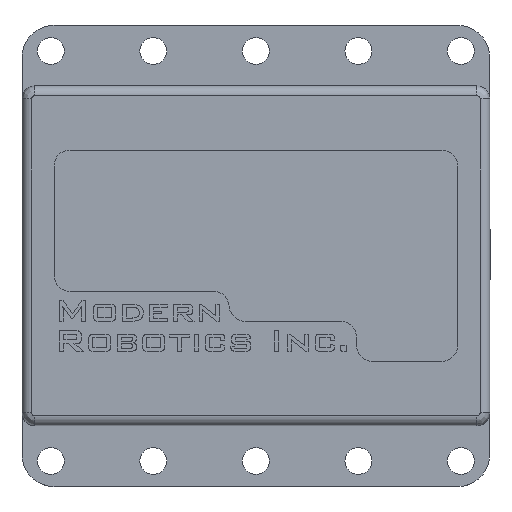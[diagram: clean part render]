
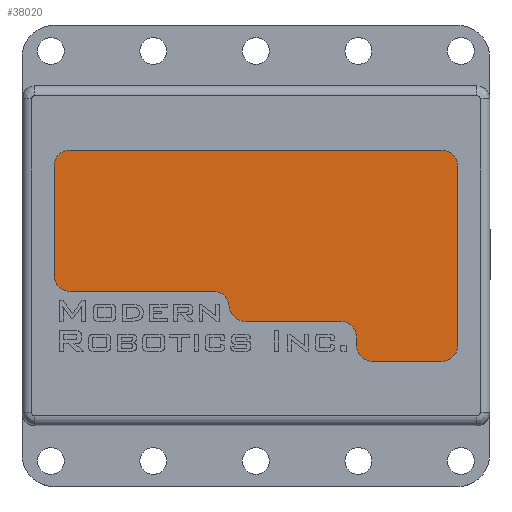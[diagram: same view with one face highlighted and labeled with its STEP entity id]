
A CAD part, top view. The second image highlights one B-rep face of the part: STEP entity #38020.
In plain terms, the highlighted planar face has unit normal (0, 0, 1).
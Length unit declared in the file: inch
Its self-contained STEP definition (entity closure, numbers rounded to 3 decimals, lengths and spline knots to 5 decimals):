
#12530=CARTESIAN_POINT('',(1.9078,0.49412,
-2.44977));
#12531=DIRECTION('',(0.,0.,1.));
#12532=DIRECTION('',(1.,0.,0.));
#12533=AXIS2_PLACEMENT_3D('',#12530,#12531,#12532);
#12535=DIRECTION('',(0.,1.,0.));
#12536=VECTOR('',#12535,1.10236);
#12537=CARTESIAN_POINT('',(2.00622,-0.60824,
-2.44977));
#12538=LINE('',#12537,#12536);
#12539=CARTESIAN_POINT('',(1.9078,-0.60824,
-2.44977));
#12540=DIRECTION('',(0.,0.,1.));
#12541=DIRECTION('',(0.,-1.,0.));
#12542=AXIS2_PLACEMENT_3D('',#12539,#12540,#12541);
#12544=DIRECTION('',(1.,0.,0.));
#12545=VECTOR('',#12544,0.4244);
#12546=CARTESIAN_POINT('',(1.4834,-0.70666,
-2.44977));
#12547=LINE('',#12546,#12545);
#12548=CARTESIAN_POINT('',(1.4834,-0.60824,
-2.44977));
#12549=DIRECTION('',(0.,0.,1.));
#12550=DIRECTION('',(-1.,0.,0.));
#12551=AXIS2_PLACEMENT_3D('',#12548,#12549,#12550);
#12553=DIRECTION('',(0.,-1.,0.));
#12554=VECTOR('',#12553,0.05046);
#12555=CARTESIAN_POINT('',(1.38497,-0.55778,
-2.44977));
#12556=LINE('',#12555,#12554);
#12557=CARTESIAN_POINT('',(1.28655,-0.55778,
-2.44977));
#12558=DIRECTION('',(0.,0.,-1.));
#12559=DIRECTION('',(0.,1.,0.));
#12560=AXIS2_PLACEMENT_3D('',#12557,#12558,#12559);
#12562=DIRECTION('',(1.,0.,0.));
#12563=VECTOR('',#12562,0.58623);
#12564=CARTESIAN_POINT('',(0.70031,-0.45935,
-2.44977));
#12565=LINE('',#12564,#12563);
#12566=CARTESIAN_POINT('',(0.70031,-0.36093,
-2.44977));
#12567=DIRECTION('',(0.,0.,1.));
#12568=DIRECTION('',(-0.998,-0.064,0.));
#12569=AXIS2_PLACEMENT_3D('',#12566,#12567,#12568);
#12571=CARTESIAN_POINT('',(0.50387,-0.37356,
-2.44977));
#12572=DIRECTION('',(0.,0.,-1.));
#12573=DIRECTION('',(0.,1.,0.));
#12574=AXIS2_PLACEMENT_3D('',#12571,#12572,#12573);
#12576=DIRECTION('',(1.,0.,0.));
#12577=VECTOR('',#12576,0.87954);
#12578=CARTESIAN_POINT('',(-0.37567,-0.27514,
-2.44977));
#12579=LINE('',#12578,#12577);
#12580=CARTESIAN_POINT('',(-0.37567,-0.17671,
-2.44977));
#12581=DIRECTION('',(0.,0.,1.));
#12582=DIRECTION('',(-1.,0.,0.));
#12583=AXIS2_PLACEMENT_3D('',#12580,#12581,#12582);
#12585=DIRECTION('',(0.,-1.,0.));
#12586=VECTOR('',#12585,0.67084);
#12587=CARTESIAN_POINT('',(-0.47409,0.49412,
-2.44977));
#12588=LINE('',#12587,#12586);
#12589=CARTESIAN_POINT('',(-0.37567,0.49412,
-2.44977));
#12590=DIRECTION('',(0.,0.,1.));
#12591=DIRECTION('',(0.,1.,0.));
#12592=AXIS2_PLACEMENT_3D('',#12589,#12590,#12591);
#12594=DIRECTION('',(-1.,0.,0.));
#12595=VECTOR('',#12594,2.28346);
#12596=CARTESIAN_POINT('',(1.9078,0.59255,
-2.44977));
#12597=LINE('',#12596,#12595);
#15649=CARTESIAN_POINT('',(2.00622,0.49412,
-2.44977));
#15650=CARTESIAN_POINT('',(1.9078,0.59255,
-2.44977));
#15651=VERTEX_POINT('',#15649);
#15652=VERTEX_POINT('',#15650);
#15657=CARTESIAN_POINT('',(2.00622,-0.60824,
-2.44977));
#15658=VERTEX_POINT('',#15657);
#15661=CARTESIAN_POINT('',(1.9078,-0.70666,
-2.44977));
#15662=VERTEX_POINT('',#15661);
#15665=CARTESIAN_POINT('',(1.4834,-0.70666,
-2.44977));
#15666=VERTEX_POINT('',#15665);
#15669=CARTESIAN_POINT('',(1.38497,-0.60824,
-2.44977));
#15670=VERTEX_POINT('',#15669);
#15673=CARTESIAN_POINT('',(1.38497,-0.55778,
-2.44977));
#15674=VERTEX_POINT('',#15673);
#15679=CARTESIAN_POINT('',(1.28655,-0.45935,
-2.44977));
#15680=VERTEX_POINT('',#15679);
#16049=CARTESIAN_POINT('',(0.70031,-0.45935,
-2.44977));
#16050=VERTEX_POINT('',#16049);
#16051=CARTESIAN_POINT('',(0.60209,-0.36725,
-2.44977));
#16052=VERTEX_POINT('',#16051);
#16053=CARTESIAN_POINT('',(0.50387,-0.27514,
-2.44977));
#16054=VERTEX_POINT('',#16053);
#16055=CARTESIAN_POINT('',(-0.37567,0.59255,
-2.44977));
#16056=VERTEX_POINT('',#16055);
#16057=CARTESIAN_POINT('',(-0.47409,0.49412,
-2.44977));
#16058=VERTEX_POINT('',#16057);
#16059=CARTESIAN_POINT('',(-0.47409,-0.17671,
-2.44977));
#16060=VERTEX_POINT('',#16059);
#16061=CARTESIAN_POINT('',(-0.37567,-0.27514,
-2.44977));
#16062=VERTEX_POINT('',#16061);
#37986=CARTESIAN_POINT('',(1.6956,-0.58301,
-2.44977));
#37987=DIRECTION('',(0.,0.,-1.));
#37988=DIRECTION('',(-1.,0.,0.));
#37989=AXIS2_PLACEMENT_3D('',#37986,#37987,#37988);
#37990=PLANE('',#37989);
#37992=ORIENTED_EDGE('',*,*,#37991,.F.);
#37994=ORIENTED_EDGE('',*,*,#37993,.F.);
#37996=ORIENTED_EDGE('',*,*,#37995,.F.);
#37998=ORIENTED_EDGE('',*,*,#37997,.F.);
#38000=ORIENTED_EDGE('',*,*,#37999,.F.);
#38002=ORIENTED_EDGE('',*,*,#38001,.F.);
#38003=ORIENTED_EDGE('',*,*,#37930,.F.);
#38004=ORIENTED_EDGE('',*,*,#37953,.F.);
#38005=ORIENTED_EDGE('',*,*,#37970,.F.);
#38007=ORIENTED_EDGE('',*,*,#38006,.F.);
#38009=ORIENTED_EDGE('',*,*,#38008,.F.);
#38011=ORIENTED_EDGE('',*,*,#38010,.F.);
#38013=ORIENTED_EDGE('',*,*,#38012,.F.);
#38015=ORIENTED_EDGE('',*,*,#38014,.F.);
#38017=ORIENTED_EDGE('',*,*,#38016,.F.);
#38018=EDGE_LOOP('',(#37992,#37994,#37996,#37998,#38000,#38002,#38003,#38004,
#38005,#38007,#38009,#38011,#38013,#38015,#38017));
#38019=FACE_OUTER_BOUND('',#38018,.F.);
#12534=CIRCLE('',#12533,0.09843);
#12543=CIRCLE('',#12542,0.09843);
#12552=CIRCLE('',#12551,0.09843);
#12561=CIRCLE('',#12560,0.09843);
#12570=CIRCLE('',#12569,0.09843);
#12575=CIRCLE('',#12574,0.09843);
#12584=CIRCLE('',#12583,0.09843);
#12593=CIRCLE('',#12592,0.09843);
#37930=EDGE_CURVE('',#15680,#15674,#12561,.T.);
#37953=EDGE_CURVE('',#16050,#15680,#12565,.T.);
#37970=EDGE_CURVE('',#16052,#16050,#12570,.T.);
#37991=EDGE_CURVE('',#15651,#15652,#12534,.T.);
#37993=EDGE_CURVE('',#15658,#15651,#12538,.T.);
#37995=EDGE_CURVE('',#15662,#15658,#12543,.T.);
#37997=EDGE_CURVE('',#15666,#15662,#12547,.T.);
#37999=EDGE_CURVE('',#15670,#15666,#12552,.T.);
#38001=EDGE_CURVE('',#15674,#15670,#12556,.T.);
#38006=EDGE_CURVE('',#16054,#16052,#12575,.T.);
#38008=EDGE_CURVE('',#16062,#16054,#12579,.T.);
#38010=EDGE_CURVE('',#16060,#16062,#12584,.T.);
#38012=EDGE_CURVE('',#16058,#16060,#12588,.T.);
#38014=EDGE_CURVE('',#16056,#16058,#12593,.T.);
#38016=EDGE_CURVE('',#15652,#16056,#12597,.T.);
#38020=ADVANCED_FACE('',(#38019),#37990,.F.);
